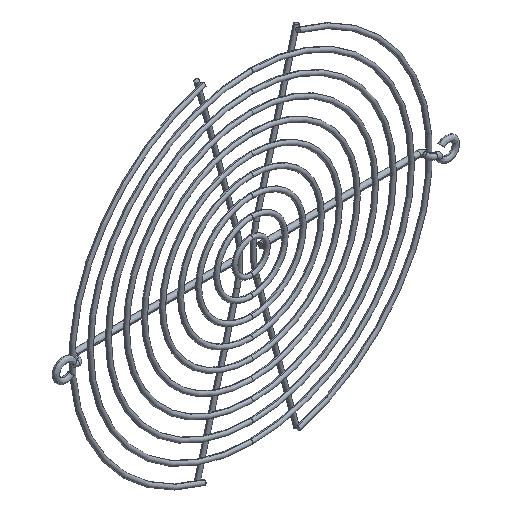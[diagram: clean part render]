
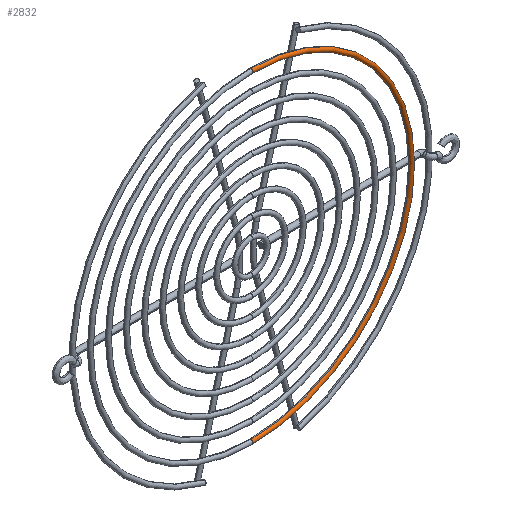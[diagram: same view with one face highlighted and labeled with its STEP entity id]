
A CAD part, isometric view. The second image highlights one B-rep face of the part: STEP entity #2832.
In plain terms, the highlighted toroidal (fillet/blend) face has major radius 68.05 mm and minor radius 0.9 mm.
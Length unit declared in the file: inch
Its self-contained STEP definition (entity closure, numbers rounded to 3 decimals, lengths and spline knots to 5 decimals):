
#260 = ORIENTED_EDGE ( 'NONE', *, *, #2781, .F. ) ;
#339 = AXIS2_PLACEMENT_3D ( 'NONE', #657, #2031, #699 ) ;
#349 = CIRCLE ( 'NONE', #339, 0.03543 ) ;
#657 = CARTESIAN_POINT ( 'NONE',  ( 0., 0., 2.67913 ) ) ;
#699 = DIRECTION ( 'NONE',  ( 0., 0., -1. ) ) ;
#714 = TOROIDAL_SURFACE ( 'NONE', #975, 2.67913, 0.03543 ) ;
#730 = CARTESIAN_POINT ( 'NONE',  ( 0., 0., 0. ) ) ;
#745 = CIRCLE ( 'NONE', #1630, 2.71457 ) ;
#804 = DIRECTION ( 'NONE',  ( 0., 0., -1. ) ) ;
#822 = CIRCLE ( 'NONE', #1440, 2.6437 ) ;
#880 = DIRECTION ( 'NONE',  ( 0., 0., -1. ) ) ;
#888 = FACE_OUTER_BOUND ( 'NONE', #2166, .T. ) ;
#975 = AXIS2_PLACEMENT_3D ( 'NONE', #1011, #2794, #804 ) ;
#1011 = CARTESIAN_POINT ( 'NONE',  ( 0., 0., 0. ) ) ;
#1021 = CARTESIAN_POINT ( 'NONE',  ( 0., 0., -2.67913 ) ) ;
#1105 = VERTEX_POINT ( 'NONE', #1229 ) ;
#1114 = CARTESIAN_POINT ( 'NONE',  ( 0., 0., 2.6437 ) ) ;
#1145 = DIRECTION ( 'NONE',  ( 0., -1., 0. ) ) ;
#1218 = EDGE_CURVE ( 'NONE', #1105, #1518, #822, .T. ) ;
#1229 = CARTESIAN_POINT ( 'NONE',  ( 0., 0., -2.6437 ) ) ;
#1274 = DIRECTION ( 'NONE',  ( -1., 0., 0. ) ) ;
#1359 = CARTESIAN_POINT ( 'NONE',  ( 0., 0., -2.71457 ) ) ;
#1378 = CARTESIAN_POINT ( 'NONE',  ( 0., 0., 2.71457 ) ) ;
#1440 = AXIS2_PLACEMENT_3D ( 'NONE', #2249, #1145, #880 ) ;
#1484 = VERTEX_POINT ( 'NONE', #1378 ) ;
#1490 = ORIENTED_EDGE ( 'NONE', *, *, #1218, .F. ) ;
#1518 = VERTEX_POINT ( 'NONE', #1114 ) ;
#1519 = ORIENTED_EDGE ( 'NONE', *, *, #2169, .T. ) ;
#1625 = VERTEX_POINT ( 'NONE', #1359 ) ;
#1630 = AXIS2_PLACEMENT_3D ( 'NONE', #730, #2766, #2533 ) ;
#1650 = CIRCLE ( 'NONE', #2138, 0.03543 ) ;
#1912 = DIRECTION ( 'NONE',  ( 0., 0., 1. ) ) ;
#1979 = EDGE_CURVE ( 'NONE', #1484, #1518, #349, .T. ) ;
#2031 = DIRECTION ( 'NONE',  ( 1., 0., 0. ) ) ;
#2102 = ORIENTED_EDGE ( 'NONE', *, *, #1979, .T. ) ;
#2138 = AXIS2_PLACEMENT_3D ( 'NONE', #1021, #1274, #1912 ) ;
#2166 = EDGE_LOOP ( 'NONE', ( #260, #1519, #2102, #1490 ) ) ;
#2169 = EDGE_CURVE ( 'NONE', #1625, #1484, #745, .T. ) ;
#2249 = CARTESIAN_POINT ( 'NONE',  ( 0., 0., 0. ) ) ;
#2533 = DIRECTION ( 'NONE',  ( 0., 0., -1. ) ) ;
#2766 = DIRECTION ( 'NONE',  ( 0., -1., 0. ) ) ;
#2781 = EDGE_CURVE ( 'NONE', #1625, #1105, #1650, .T. ) ;
#2794 = DIRECTION ( 'NONE',  ( 0., -1., 0. ) ) ;
#2832 = ADVANCED_FACE ( 'NONE', ( #888 ), #714, .T. ) ;
